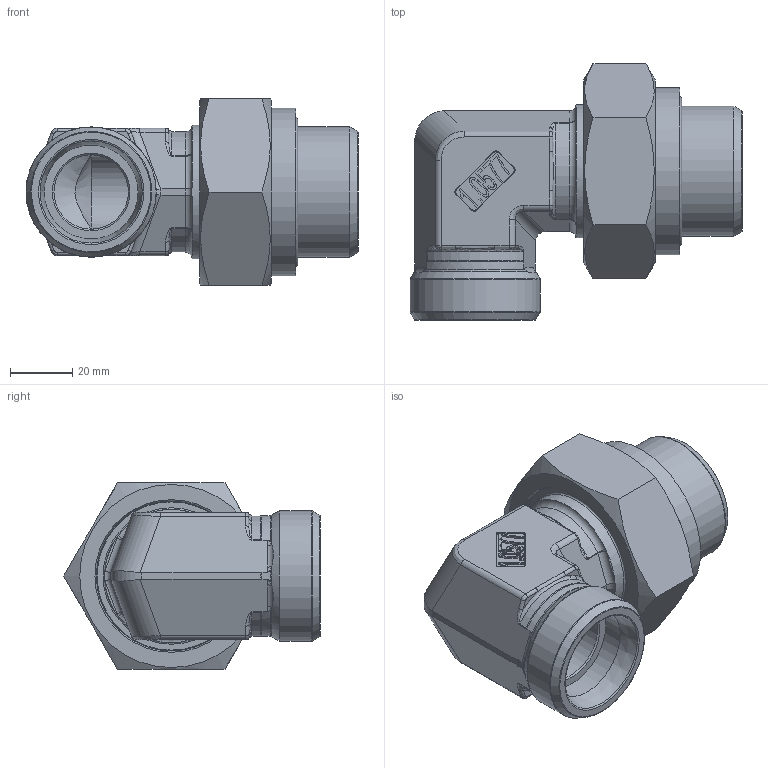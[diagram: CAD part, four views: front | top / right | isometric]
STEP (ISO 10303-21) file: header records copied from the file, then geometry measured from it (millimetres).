
FILE_DESCRIPTION(/* description */ (''),/* implementation_level */ '2;1');
FILE_NAME(/* name */ 'SVM30.stp',/* time_stamp */ '2025-01-10T09:33:26+01:00',/* author */ (''),/* organization */ (''),/* preprocessor_version */ 'ST-DEVELOPER v16',/* originating_system */ 'SIEMENS PLM Software NX 10.0',/* authorisation */ '');
FILE_SCHEMA (('AP203_CONFIGURATION_CONTROLLED_3D_DESIGN_OF_MECHANICAL_PARTS_AND_ASSEMBLIES_MIM_LF { 1 0 10303 403 2 1 2}'));
Length unit declared in the file: millimetre
Products named in the file (1): lwes24B827ADuvhn
Bounding box: 107 x 82.64 x 60 mm (x, y, z)
Volume: 159255.8 mm3; surface area: 47616.9 mm2
Topology: 4 solids, 4 shells, 314 faces, 760 edges, 472 vertices
Faces by surface type: plane 121, cylinder 86, bspline 40, torus 33, extrusion 17, cone 15, revolution 2
Full cylindrical faces by diameter (mm): 24 x2, 30.22 x1, 38.9 x1, 40 x1, 42 x2, 43 x1, 43.045 x1, 48.2 x2, 48.34 x1, 49.25 x1, 53.95 x1
Entity records: 10324 total; most frequent: CARTESIAN_POINT 3612, ORIENTED_EDGE 1400, DIRECTION 1240, EDGE_CURVE 700, AXIS2_PLACEMENT_3D 500, VERTEX_POINT 457, EDGE_LOOP 379, ADVANCED_FACE 314
